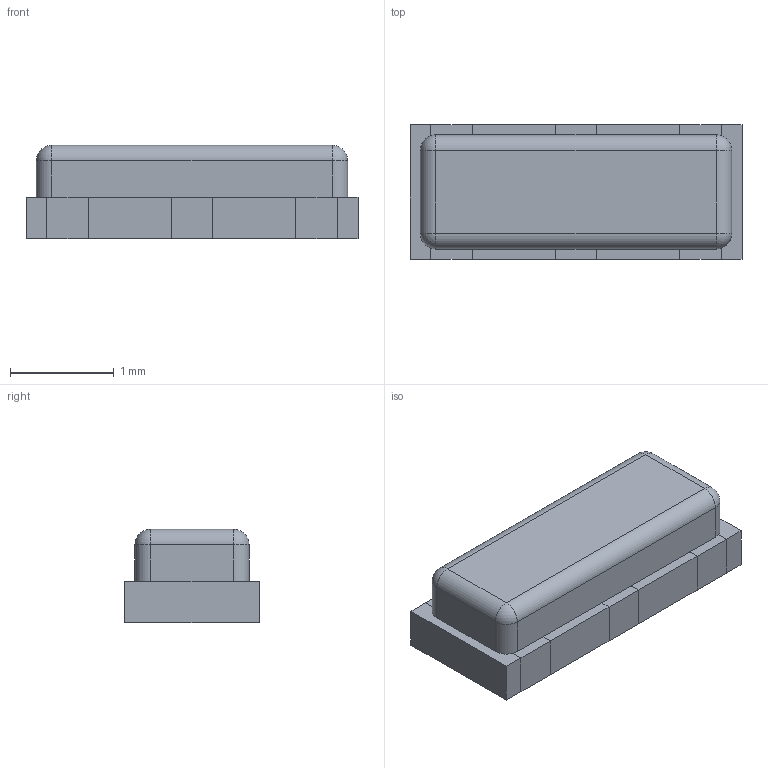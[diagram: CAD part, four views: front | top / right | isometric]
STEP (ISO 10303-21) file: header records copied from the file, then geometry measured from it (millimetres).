
FILE_DESCRIPTION(/* description */ (''),/* implementation_level */ '2;1');
FILE_NAME(/* name */ 'resonator_3.2x1.3mm.step',/* time_stamp */ '2019-11-04T18:55:35+01:00',/* author */ (''),/* organization */ (''),/* preprocessor_version */ 'ST-DEVELOPER v18',/* originating_system */ 'Autodesk Translation Framework v8.6.0.1094',/* authorisation */ '');
FILE_SCHEMA (('AUTOMOTIVE_DESIGN { 1 0 10303 214 3 1 1 }'));
Length unit declared in the file: millimetre
Products named in the file (1): 3.2x1.3_resonator
Bounding box: 3.2 x 1.3 x 0.9 mm (x, y, z)
Volume: 3.3 mm3; surface area: 28.2 mm2
Topology: 8 solids, 8 shells, 60 faces, 120 edges, 76 vertices
Faces by surface type: plane 48, cylinder 8, sphere 4
Entity records: 1571 total; most frequent: DIRECTION 258, CARTESIAN_POINT 257, ORIENTED_EDGE 240, EDGE_CURVE 120, LINE 104, VECTOR 104, AXIS2_PLACEMENT_3D 77, VERTEX_POINT 76
